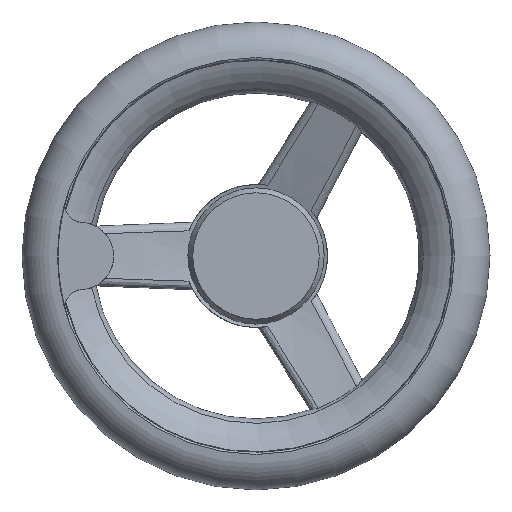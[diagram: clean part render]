
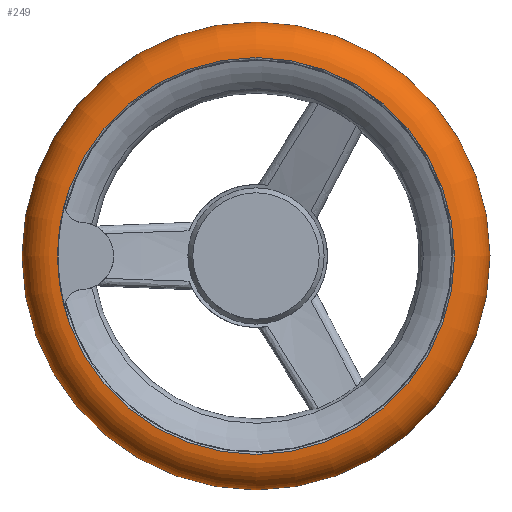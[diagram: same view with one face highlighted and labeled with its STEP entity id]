
A CAD part, left-side view. The second image highlights one B-rep face of the part: STEP entity #249.
In plain terms, the highlighted toroidal (fillet/blend) face has major radius 53 mm and minor radius 9.5 mm.
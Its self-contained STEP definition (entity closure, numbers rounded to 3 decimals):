
#249=ADVANCED_FACE('',(#321,#322),#301,.T.);
#301=TOROIDAL_SURFACE('',#1226,53.,9.5);
#321=FACE_BOUND('',#354,.T.);
#322=FACE_BOUND('',#355,.T.);
#354=EDGE_LOOP('',(#552));
#355=EDGE_LOOP('',(#553));
#418=CIRCLE('',#1204,53.);
#432=CIRCLE('',#1225,59.421);
#552=ORIENTED_EDGE('',*,*,#991,.T.);
#553=ORIENTED_EDGE('',*,*,#953,.F.);
#830=VERTEX_POINT('',#1668);
#862=VERTEX_POINT('',#2007);
#953=EDGE_CURVE('',#830,#830,#418,.T.);
#991=EDGE_CURVE('',#862,#862,#432,.T.);
#1204=AXIS2_PLACEMENT_3D('',#1667,#1328,#1329);
#1225=AXIS2_PLACEMENT_3D('',#2006,#1370,#1371);
#1226=AXIS2_PLACEMENT_3D('',#2008,#1372,#1373);
#1328=DIRECTION('',(-1.,0.,0.));
#1329=DIRECTION('',(0.,0.,1.));
#1370=DIRECTION('',(-1.,0.,0.));
#1371=DIRECTION('',(0.,0.,1.));
#1372=DIRECTION('',(-1.,0.,0.));
#1373=DIRECTION('',(0.,0.,1.));
#1667=CARTESIAN_POINT('',(323.249,189.74,0.));
#1668=CARTESIAN_POINT('',(323.249,189.74,53.));
#2006=CARTESIAN_POINT('',(339.75,189.74,0.));
#2007=CARTESIAN_POINT('',(339.75,189.74,59.421));
#2008=CARTESIAN_POINT('',(332.749,189.74,0.));
